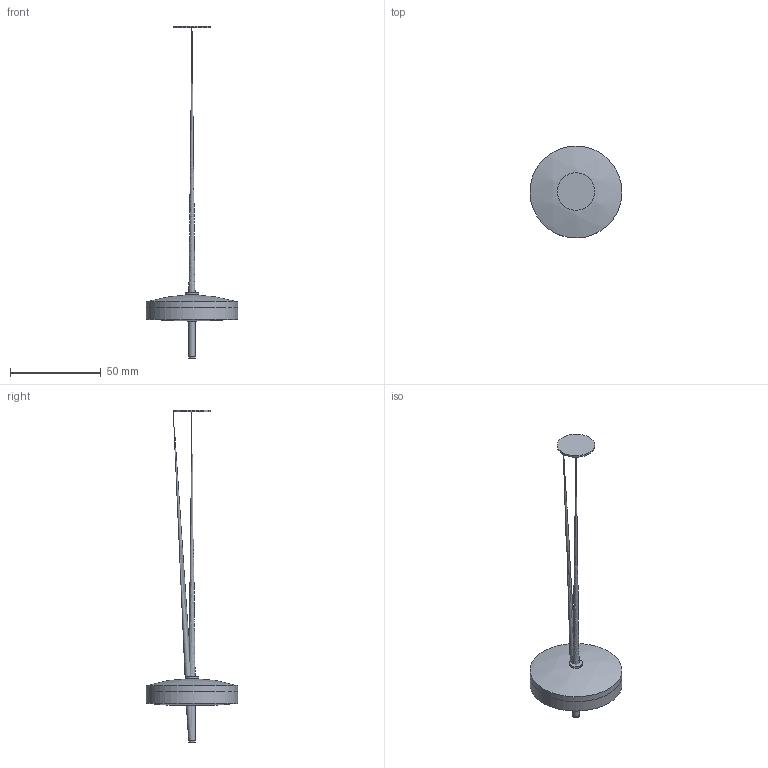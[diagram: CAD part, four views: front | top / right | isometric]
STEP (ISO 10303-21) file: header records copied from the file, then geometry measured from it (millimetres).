
FILE_DESCRIPTION ((), '1');
FILE_NAME ('f150_focus.STP', '2021-10-29T23:41:11', ('Unknown'), ('Unknown'), 'HarmonyWare STEP v1.9.14', 'HarmonyWare Translators', '');
FILE_SCHEMA (('CONFIG_CONTROL_DESIGN'));
Length unit declared in the file: millimetre
Products named in the file (15): NONE
Bounding box: 50.76 x 50.72 x 183.36 mm (x, y, z)
Volume: 27073.6 mm3; surface area: 13273.8 mm2
Topology: 15 solids, 15 shells, 180 faces, 491 edges, 188 vertices
Faces by surface type: bspline 162, cylinder 8, plane 6, sphere 4
Full cylindrical faces by diameter (mm): 50.8 x2
Entity records: 6375 total; most frequent: CARTESIAN_POINT 2682, ORIENTED_EDGE 676, EDGE_CURVE 338, B_SPLINE_CURVE_WITH_KNOTS 322, VERTEX_POINT 188, EDGE_LOOP 180, FACE_OUTER_BOUND 180, ADVANCED_FACE 180
